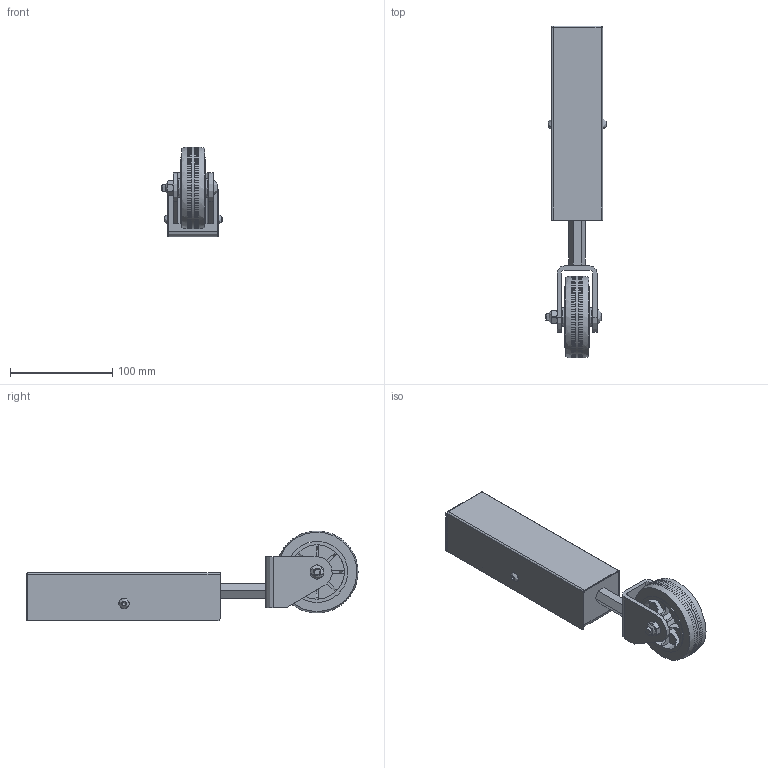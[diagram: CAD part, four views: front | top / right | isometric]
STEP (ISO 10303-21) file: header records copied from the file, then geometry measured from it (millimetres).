
FILE_DESCRIPTION (( 'STEP AP203' ), '1' );
FILE_NAME ('3872.STEP', '2020-01-16T10:08:14', ( '' ), ( '' ), 'SwSTEP 2.0', 'SolidWorks 2015', '' );
FILE_SCHEMA (( 'CONFIG_CONTROL_DESIGN' ));
Length unit declared in the file: millimetre
Products named in the file (29): 3872 Teil1; 3872 Teil4_3872 Teil4; DIN 7380; 3872 Teil5_3872 Teil5; 3872 Teil4; DIN 6799 12; DIN 6799 12_DIN 6799 12; DIN 985 M5 - M24; 3872; 3872 Teil7; DIN 985 M5 - M24_DIN 985 M8; 3872 Teil1_3872 Teil1; DIN 7380_DIN 7380 M8x50; 3872 Teil2_3872 Teil2; 3872 Teil8; 3872 Teil2; 3872 Teil7_3872 Teil7; 3872 Teil3_3872 Teil3; 3872 Teil6_3872 Teil6; 3872 Teil5; 3872 Teil3; 3872 Teil6; DIN 7380_DIN 7380 M6x10; 3872 Teil8_3872 Teil8
Assembly tree (18 placements, depth 2):
  3872 Teil1
  3872 Teil4
  DIN 6799 12
  DIN 985 M5 - M24
  3872
    3872 Teil1_3872 Teil1
    3872 Teil2_3872 Teil2
    3872 Teil3_3872 Teil3
    3872 Teil4_3872 Teil4  x2
    DIN 6799 12_DIN 6799 12  x2
    DIN 7380_DIN 7380 M6x10  x2
    3872 Teil5_3872 Teil5
    3872 Teil6_3872 Teil6
    3872 Teil7_3872 Teil7
    3872 Teil8_3872 Teil8
    DIN 985 M5 - M24_DIN 985 M8
    DIN 7380_DIN 7380 M8x50
Bounding box: 58.8 x 325.1 x 88.05 mm (x, y, z)
Volume: 237211.1 mm3; surface area: 164390.1 mm2
Topology: 17 solids, 17 shells, 1825 faces, 4686 edges, 2906 vertices
Faces by surface type: plane 1216, bspline 336, cylinder 158, cone 54, torus 40, sphere 21
Full cylindrical faces by diameter (mm): 5 x2, 6 x8, 6.4 x1, 6.8 x1, 8 x1, 8.5 x1, 8.7 x3, 8.8 x2, 10 x1, 10.5 x2, 12 x1, 12.1 x1, 12.8 x1, 13 x1, 14 x1, 16 x1, 17 x2, 18.3 x2, 30 x2, 53.5 x2, 60 x1, 60.1 x1, 80 x1
Entity records: 78138 total; most frequent: CARTESIAN_POINT 38886, ORIENTED_EDGE 8794, DIRECTION 5602, EDGE_CURVE 4397, VERTEX_POINT 2769, B_SPLINE_CURVE_WITH_KNOTS 1911, EDGE_LOOP 1886, AXIS2_PLACEMENT_3D 1883
